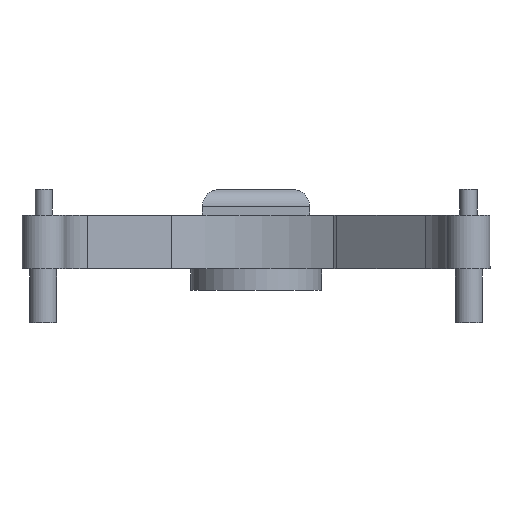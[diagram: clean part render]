
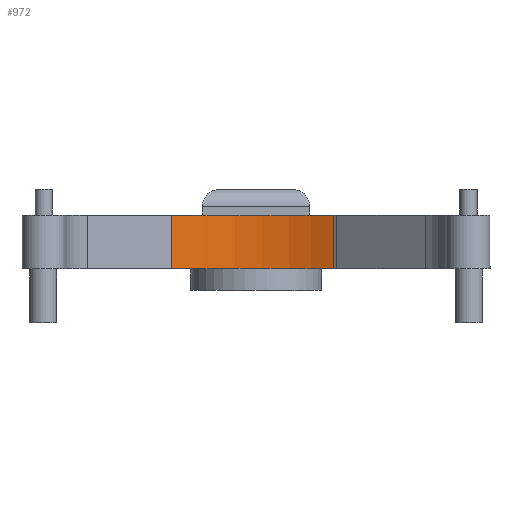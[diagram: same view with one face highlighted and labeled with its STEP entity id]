
A CAD part, front view. The second image highlights one B-rep face of the part: STEP entity #972.
In plain terms, the highlighted free-form (B-spline) face has degree [3, 1] with [4, 2] control points.
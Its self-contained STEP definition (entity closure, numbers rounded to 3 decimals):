
#20=B_SPLINE_SURFACE_WITH_KNOTS('',3,1,((#1657,#1658),(#1659,#1660),(#1661,
#1662),(#1663,#1664)),.UNSPECIFIED.,.F.,.F.,.F.,(4,4),(2,2),(0.,234.46),
(0.,25.),.UNSPECIFIED.);
#35=B_SPLINE_CURVE_WITH_KNOTS('',3,(#1529,#1530,#1531,#1532),
 .UNSPECIFIED.,.F.,.F.,(4,4),(71.307,160.113),
 .UNSPECIFIED.);
#37=B_SPLINE_CURVE_WITH_KNOTS('',5,(#1561,#1562,#1563,#1564,#1565,#1566),
 .UNSPECIFIED.,.F.,.F.,(6,6),(71.307,160.113),
 .UNSPECIFIED.);
#146=FACE_OUTER_BOUND('',#211,.T.);
#211=EDGE_LOOP('',(#835,#836,#837,#838));
#258=LINE('',#1502,#329);
#285=LINE('',#1665,#356);
#329=VECTOR('',#1220,25.);
#356=VECTOR('',#1319,10.);
#462=VERTEX_POINT('',#1499);
#463=VERTEX_POINT('',#1501);
#469=VERTEX_POINT('',#1527);
#479=VERTEX_POINT('',#1560);
#564=EDGE_CURVE('',#463,#462,#258,.T.);
#575=EDGE_CURVE('',#469,#462,#35,.F.);
#587=EDGE_CURVE('',#479,#463,#37,.F.);
#619=EDGE_CURVE('',#479,#469,#285,.T.);
#835=ORIENTED_EDGE('',*,*,#575,.F.);
#836=ORIENTED_EDGE('',*,*,#619,.F.);
#837=ORIENTED_EDGE('',*,*,#587,.T.);
#838=ORIENTED_EDGE('',*,*,#564,.T.);
#972=ADVANCED_FACE('',(#146),#20,.F.);
#1220=DIRECTION('',(0.,0.,-1.));
#1319=DIRECTION('',(0.,0.,-1.));
#1499=CARTESIAN_POINT('',(-39.223,-46.863,0.));
#1501=CARTESIAN_POINT('',(-39.223,-46.863,25.));
#1502=CARTESIAN_POINT('',(-39.223,-46.863,25.));
#1527=CARTESIAN_POINT('',(36.113,-45.959,0.));
#1529=CARTESIAN_POINT('Ctrl Pts',(-39.223,-46.863,0.));
#1530=CARTESIAN_POINT('Ctrl Pts',(-14.045,-34.685,0.));
#1531=CARTESIAN_POINT('Ctrl Pts',(11.067,-34.384,0.));
#1532=CARTESIAN_POINT('Ctrl Pts',(36.113,-45.959,0.));
#1560=CARTESIAN_POINT('',(36.113,-45.959,25.));
#1561=CARTESIAN_POINT('Ctrl Pts',(-39.223,-46.863,25.));
#1562=CARTESIAN_POINT('Ctrl Pts',(-24.116,-39.556,25.));
#1563=CARTESIAN_POINT('Ctrl Pts',(-9.029,-35.813,25.));
#1564=CARTESIAN_POINT('Ctrl Pts',(6.038,-35.632,25.));
#1565=CARTESIAN_POINT('Ctrl Pts',(21.085,-39.014,25.));
#1566=CARTESIAN_POINT('Ctrl Pts',(36.113,-45.959,25.));
#1657=CARTESIAN_POINT('Ctrl Pts',(-100.,-99.166,25.));
#1658=CARTESIAN_POINT('Ctrl Pts',(-100.,-99.166,0.));
#1659=CARTESIAN_POINT('Ctrl Pts',(-33.248,-16.665,25.));
#1660=CARTESIAN_POINT('Ctrl Pts',(-33.248,-16.665,0.));
#1661=CARTESIAN_POINT('Ctrl Pts',(33.045,-16.943,25.));
#1662=CARTESIAN_POINT('Ctrl Pts',(33.045,-16.943,0.));
#1663=CARTESIAN_POINT('Ctrl Pts',(98.879,-100.,25.));
#1664=CARTESIAN_POINT('Ctrl Pts',(98.879,-100.,0.));
#1665=CARTESIAN_POINT('',(36.113,-45.959,25.));
